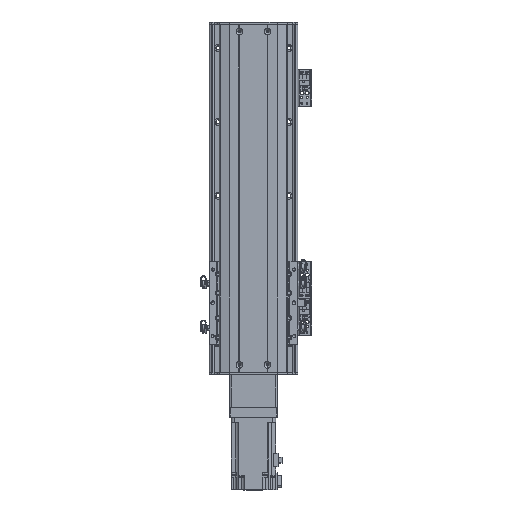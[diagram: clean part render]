
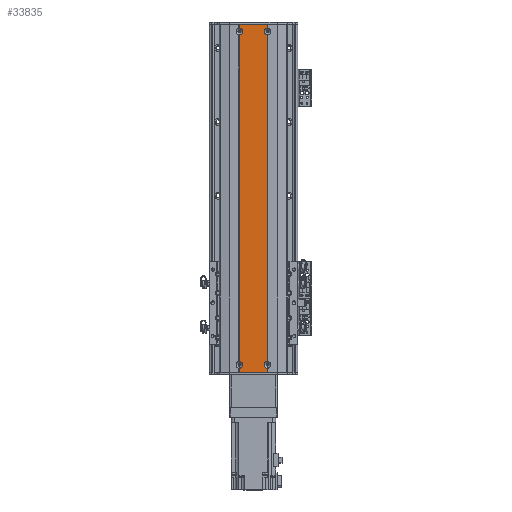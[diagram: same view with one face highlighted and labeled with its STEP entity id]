
A CAD part, top view. The second image highlights one B-rep face of the part: STEP entity #33835.
In plain terms, the highlighted face is planar.
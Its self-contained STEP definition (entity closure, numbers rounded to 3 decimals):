
#3777=CIRCLE('',#37259,4.55);
#3779=CIRCLE('',#37261,4.55);
#3782=CIRCLE('',#37266,4.55);
#3784=CIRCLE('',#37268,4.55);
#3790=CIRCLE('',#37276,4.55);
#3795=CIRCLE('',#37283,4.55);
#5581=FACE_OUTER_BOUND('',#7678,.T.);
#7678=EDGE_LOOP('',(#27861,#27862,#27863,#27864,#27865,#27866,#27867,#27868,
#27869,#27870,#27871,#27872,#27873,#27874));
#10068=LINE('',#57078,#12730);
#10071=LINE('',#57083,#12733);
#10074=LINE('',#57089,#12736);
#10076=LINE('',#57092,#12738);
#10109=LINE('',#57187,#12771);
#10180=LINE('',#57353,#12842);
#10181=LINE('',#57355,#12843);
#10182=LINE('',#57356,#12844);
#12730=VECTOR('',#44740,10.);
#12733=VECTOR('',#44745,10.);
#12736=VECTOR('',#44750,10.);
#12738=VECTOR('',#44754,10.);
#12771=VECTOR('',#44821,10.);
#12842=VECTOR('',#45002,10.);
#12843=VECTOR('',#45005,10.);
#12844=VECTOR('',#45006,10.);
#15796=VERTEX_POINT('',#56943);
#15797=VERTEX_POINT('',#56947);
#15799=VERTEX_POINT('',#56952);
#15805=VERTEX_POINT('',#56973);
#15806=VERTEX_POINT('',#56977);
#15808=VERTEX_POINT('',#56982);
#15813=VERTEX_POINT('',#56999);
#15819=VERTEX_POINT('',#57018);
#15822=VERTEX_POINT('',#57029);
#15828=VERTEX_POINT('',#57048);
#15836=VERTEX_POINT('',#57077);
#15837=VERTEX_POINT('',#57081);
#15839=VERTEX_POINT('',#57087);
#15884=VERTEX_POINT('',#57185);
#19952=EDGE_CURVE('',#15797,#15796,#3777,.T.);
#19955=EDGE_CURVE('',#15799,#15797,#3779,.T.);
#19963=EDGE_CURVE('',#15806,#15805,#3782,.T.);
#19966=EDGE_CURVE('',#15808,#15806,#3784,.T.);
#19980=EDGE_CURVE('',#15813,#15819,#3790,.T.);
#19991=EDGE_CURVE('',#15822,#15828,#3795,.T.);
#20004=EDGE_CURVE('',#15799,#15836,#10068,.T.);
#20007=EDGE_CURVE('',#15837,#15805,#10071,.T.);
#20010=EDGE_CURVE('',#15828,#15839,#10074,.T.);
#20012=EDGE_CURVE('',#15819,#15822,#10076,.T.);
#20059=EDGE_CURVE('',#15884,#15837,#10109,.T.);
#20143=EDGE_CURVE('',#15884,#15813,#10180,.T.);
#20144=EDGE_CURVE('',#15808,#15796,#10181,.T.);
#20145=EDGE_CURVE('',#15836,#15839,#10182,.T.);
#27861=ORIENTED_EDGE('',*,*,#19955,.T.);
#27862=ORIENTED_EDGE('',*,*,#19952,.T.);
#27863=ORIENTED_EDGE('',*,*,#20144,.F.);
#27864=ORIENTED_EDGE('',*,*,#19966,.T.);
#27865=ORIENTED_EDGE('',*,*,#19963,.T.);
#27866=ORIENTED_EDGE('',*,*,#20007,.F.);
#27867=ORIENTED_EDGE('',*,*,#20059,.F.);
#27868=ORIENTED_EDGE('',*,*,#20143,.T.);
#27869=ORIENTED_EDGE('',*,*,#19980,.T.);
#27870=ORIENTED_EDGE('',*,*,#20012,.T.);
#27871=ORIENTED_EDGE('',*,*,#19991,.T.);
#27872=ORIENTED_EDGE('',*,*,#20010,.T.);
#27873=ORIENTED_EDGE('',*,*,#20145,.F.);
#27874=ORIENTED_EDGE('',*,*,#20004,.F.);
#32377=PLANE('',#37365);
#33835=ADVANCED_FACE('',(#5581),#32377,.T.);
#37259=AXIS2_PLACEMENT_3D('',#56948,#44660,#44661);
#37261=AXIS2_PLACEMENT_3D('',#56953,#44665,#44666);
#37266=AXIS2_PLACEMENT_3D('',#56978,#44676,#44677);
#37268=AXIS2_PLACEMENT_3D('',#56983,#44681,#44682);
#37276=AXIS2_PLACEMENT_3D('',#57022,#44699,#44700);
#37283=AXIS2_PLACEMENT_3D('',#57052,#44715,#44716);
#37365=AXIS2_PLACEMENT_3D('',#57354,#45003,#45004);
#44660=DIRECTION('center_axis',(0.,-1.,0.));
#44661=DIRECTION('ref_axis',(1.,0.,0.));
#44665=DIRECTION('center_axis',(0.,-1.,0.));
#44666=DIRECTION('ref_axis',(1.,0.,0.));
#44676=DIRECTION('center_axis',(0.,-1.,0.));
#44677=DIRECTION('ref_axis',(1.,0.,0.));
#44681=DIRECTION('center_axis',(0.,-1.,0.));
#44682=DIRECTION('ref_axis',(1.,0.,0.));
#44699=DIRECTION('center_axis',(0.,-1.,0.));
#44700=DIRECTION('ref_axis',(1.,0.,0.));
#44715=DIRECTION('center_axis',(0.,-1.,0.));
#44716=DIRECTION('ref_axis',(1.,0.,0.));
#44740=DIRECTION('',(0.,0.,1.));
#44745=DIRECTION('',(0.,0.,1.));
#44750=DIRECTION('',(0.,0.,1.));
#44754=DIRECTION('',(0.,0.,1.));
#44821=DIRECTION('',(1.,0.,0.));
#45002=DIRECTION('',(0.,0.,1.));
#45003=DIRECTION('center_axis',(0.,1.,0.));
#45004=DIRECTION('ref_axis',(-1.,0.,0.));
#45005=DIRECTION('',(0.,0.,1.));
#45006=DIRECTION('',(-1.,0.,0.));
#56943=CARTESIAN_POINT('',(18.5,2.5,220.978));
#56947=CARTESIAN_POINT('',(14.45,2.5,225.5));
#56948=CARTESIAN_POINT('Origin',(19.,2.5,225.5));
#56952=CARTESIAN_POINT('',(18.5,2.5,230.022));
#56953=CARTESIAN_POINT('Origin',(19.,2.5,225.5));
#56973=CARTESIAN_POINT('',(18.5,2.5,-230.022));
#56977=CARTESIAN_POINT('',(14.45,2.5,-225.5));
#56978=CARTESIAN_POINT('Origin',(19.,2.5,-225.5));
#56982=CARTESIAN_POINT('',(18.5,2.5,-220.978));
#56983=CARTESIAN_POINT('Origin',(19.,2.5,-225.5));
#56999=CARTESIAN_POINT('',(-18.5,2.5,-230.022));
#57018=CARTESIAN_POINT('',(-18.5,2.5,-220.978));
#57022=CARTESIAN_POINT('Origin',(-19.,2.5,-225.5));
#57029=CARTESIAN_POINT('',(-18.5,2.5,220.978));
#57048=CARTESIAN_POINT('',(-18.5,2.5,230.022));
#57052=CARTESIAN_POINT('Origin',(-19.,2.5,225.5));
#57077=CARTESIAN_POINT('',(18.5,2.5,235.5));
#57078=CARTESIAN_POINT('',(18.5,2.5,0.));
#57081=CARTESIAN_POINT('',(18.5,2.5,-235.5));
#57083=CARTESIAN_POINT('',(18.5,2.5,0.));
#57087=CARTESIAN_POINT('',(-18.5,2.5,235.5));
#57089=CARTESIAN_POINT('',(-18.5,2.5,0.));
#57092=CARTESIAN_POINT('',(-18.5,2.5,0.));
#57185=CARTESIAN_POINT('',(-18.5,2.5,-235.5));
#57187=CARTESIAN_POINT('',(18.5,2.5,-235.5));
#57353=CARTESIAN_POINT('',(-18.5,2.5,0.));
#57354=CARTESIAN_POINT('Origin',(18.5,2.5,0.));
#57355=CARTESIAN_POINT('',(18.5,2.5,0.));
#57356=CARTESIAN_POINT('',(18.5,2.5,235.5));
